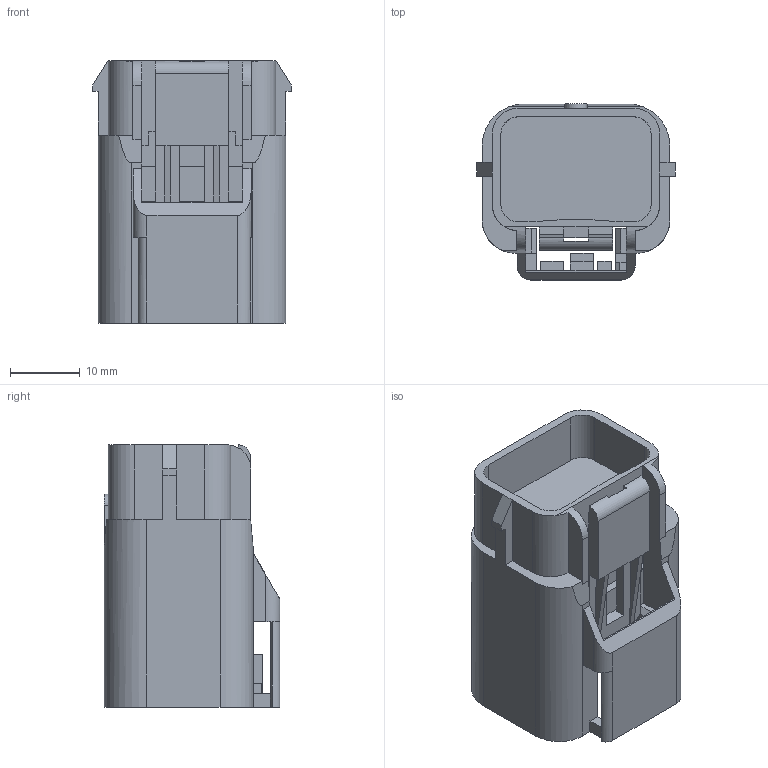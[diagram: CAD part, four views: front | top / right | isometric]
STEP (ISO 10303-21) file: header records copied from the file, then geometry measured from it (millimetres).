
FILE_DESCRIPTION(/* description */ (''),/* implementation_level */ '2;1');
FILE_NAME(/* name */ '15430582-STEP-3D.stp',/* time_stamp */ '2021-04-05T12:19:30+06:00',/* author */ (''),/* organization */ (''),/* preprocessor_version */ 'ST-DEVELOPER v16.7',/* originating_system */ 'SIEMENS PLM Software NX 12.0',/* authorisation */ '');
FILE_SCHEMA (('AUTOMOTIVE_DESIGN { 1 0 10303 214 3 1 1 1 }'));
Length unit declared in the file: millimetre
Products named in the file (1): cjzt235031832nl6
Bounding box: 28.5 x 25.25 x 37.7 mm (x, y, z)
Volume: 11253.4 mm3; surface area: 9790 mm2
Topology: 1 solids, 1 shells, 253 faces, 732 edges, 482 vertices
Faces by surface type: plane 198, cylinder 51, cone 4
Entity records: 8332 total; most frequent: CARTESIAN_POINT 1553, ORIENTED_EDGE 1464, DIRECTION 1329, EDGE_CURVE 732, LINE 611, VECTOR 611, VERTEX_POINT 482, AXIS2_PLACEMENT_3D 359
